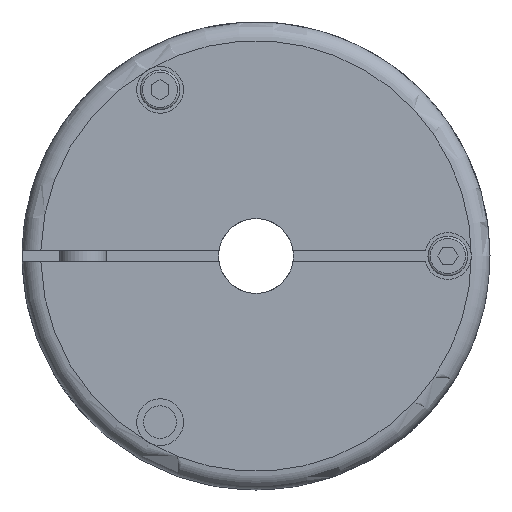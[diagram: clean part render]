
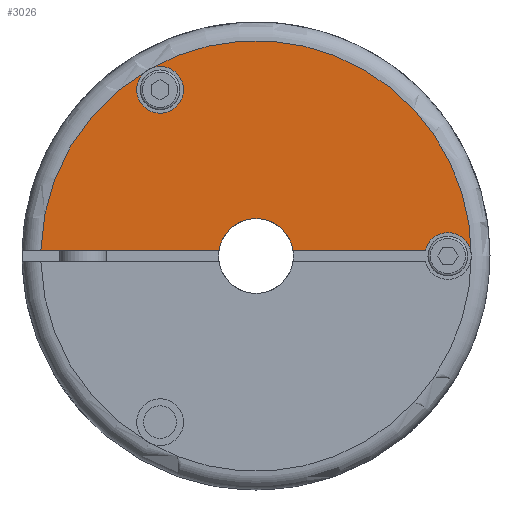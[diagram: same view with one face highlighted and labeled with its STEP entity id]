
A CAD part, left-side view. The second image highlights one B-rep face of the part: STEP entity #3026.
In plain terms, the highlighted planar face has unit normal (-1, 0, 0).
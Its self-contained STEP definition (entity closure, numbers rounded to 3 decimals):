
#152=CIRCLE('',#3276,1.25);
#153=CIRCLE('',#3277,11.5);
#154=CIRCLE('',#3278,1.25);
#155=CIRCLE('',#3279,11.5);
#156=CIRCLE('',#3280,2.);
#299=ORIENTED_EDGE('',*,*,#1109,.T.);
#300=ORIENTED_EDGE('',*,*,#1110,.T.);
#301=ORIENTED_EDGE('',*,*,#1111,.F.);
#302=ORIENTED_EDGE('',*,*,#1112,.T.);
#303=ORIENTED_EDGE('',*,*,#1113,.F.);
#304=ORIENTED_EDGE('',*,*,#1114,.T.);
#305=ORIENTED_EDGE('',*,*,#1115,.T.);
#1109=EDGE_CURVE('',#1514,#1515,#1811,.T.);
#1110=EDGE_CURVE('',#1515,#1516,#152,.T.);
#1111=EDGE_CURVE('',#1517,#1516,#153,.T.);
#1112=EDGE_CURVE('',#1517,#1517,#154,.T.);
#1113=EDGE_CURVE('',#1518,#1517,#155,.T.);
#1114=EDGE_CURVE('',#1518,#1519,#1812,.T.);
#1115=EDGE_CURVE('',#1519,#1514,#156,.T.);
#1514=VERTEX_POINT('',#4587);
#1515=VERTEX_POINT('',#4588);
#1516=VERTEX_POINT('',#4590);
#1517=VERTEX_POINT('',#4592);
#1518=VERTEX_POINT('',#4595);
#1519=VERTEX_POINT('',#4597);
#1811=LINE('',#4586,#2041);
#1812=LINE('',#4596,#2042);
#2041=VECTOR('',#3638,1000.);
#2042=VECTOR('',#3647,1000.);
#2271=EDGE_LOOP('',(#299,#300,#301,#302,#303,#304,#305));
#2585=FACE_BOUND('',#2271,.T.);
#2899=PLANE('',#3275);
#3026=ADVANCED_FACE('',(#2585),#2899,.F.);
#3275=AXIS2_PLACEMENT_3D('',#4585,#3636,#3637);
#3276=AXIS2_PLACEMENT_3D('',#4589,#3639,#3640);
#3277=AXIS2_PLACEMENT_3D('',#4591,#3641,#3642);
#3278=AXIS2_PLACEMENT_3D('',#4593,#3643,#3644);
#3279=AXIS2_PLACEMENT_3D('',#4594,#3645,#3646);
#3280=AXIS2_PLACEMENT_3D('',#4598,#3648,#3649);
#3636=DIRECTION('',(1.,0.,0.));
#3637=DIRECTION('',(0.,0.,-1.));
#3638=DIRECTION('',(0.,-1.,0.));
#3639=DIRECTION('',(1.,0.,0.));
#3640=DIRECTION('',(0.,0.,-1.));
#3641=DIRECTION('',(1.,0.,0.));
#3642=DIRECTION('',(0.,0.,-1.));
#3643=DIRECTION('',(1.,0.,0.));
#3644=DIRECTION('',(0.,0.,-1.));
#3645=DIRECTION('',(1.,0.,0.));
#3646=DIRECTION('',(0.,0.,-1.));
#3647=DIRECTION('',(0.,-1.,0.));
#3648=DIRECTION('',(1.,0.,0.));
#3649=DIRECTION('',(0.,0.,-1.));
#4585=CARTESIAN_POINT('',(0.,0.,0.));
#4586=CARTESIAN_POINT('',(0.,0.,0.3));
#4587=CARTESIAN_POINT('',(0.,-1.977,0.3));
#4588=CARTESIAN_POINT('',(0.,-9.037,0.3));
#4589=CARTESIAN_POINT('',(0.,-10.25,0.));
#4590=CARTESIAN_POINT('',(0.,-11.5,0.));
#4591=CARTESIAN_POINT('',(0.,0.,0.));
#4592=CARTESIAN_POINT('',(0.,5.75,9.959));
#4593=CARTESIAN_POINT('',(0.,5.125,8.877));
#4594=CARTESIAN_POINT('',(0.,0.,0.));
#4595=CARTESIAN_POINT('',(0.,11.496,0.3));
#4596=CARTESIAN_POINT('',(0.,12.5,0.3));
#4597=CARTESIAN_POINT('',(0.,1.977,0.3));
#4598=CARTESIAN_POINT('',(0.,0.,0.));
